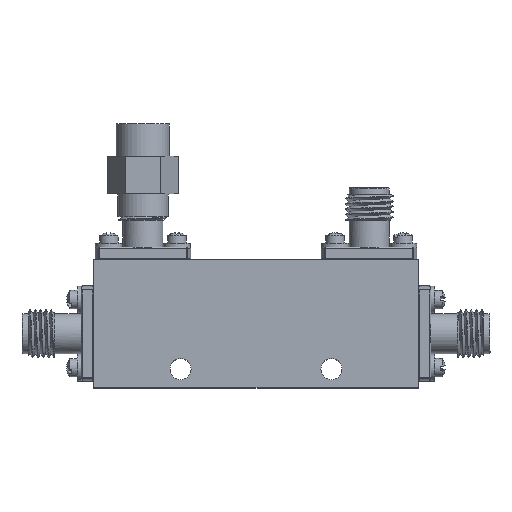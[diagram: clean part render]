
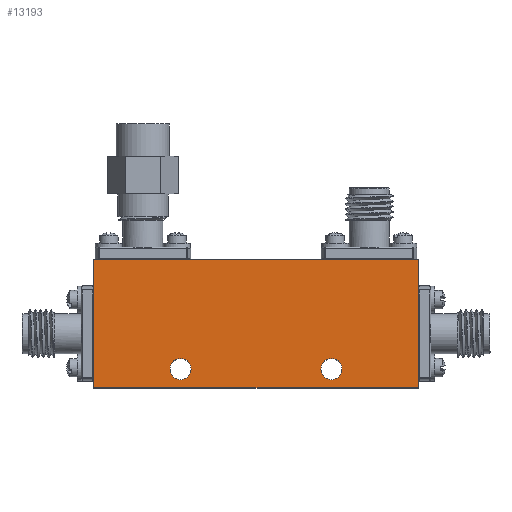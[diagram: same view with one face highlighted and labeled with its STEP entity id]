
A CAD part, top view. The second image highlights one B-rep face of the part: STEP entity #13193.
In plain terms, the highlighted planar face has unit normal (0, 0, 1).
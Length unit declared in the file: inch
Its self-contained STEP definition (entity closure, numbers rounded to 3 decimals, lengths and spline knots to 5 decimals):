
#1662 = DIRECTION ( 'NONE',  ( 0., 1., 0. ) ) ;
#2814 = DIRECTION ( 'NONE',  ( 1., 0., 0. ) ) ;
#2955 = CARTESIAN_POINT ( 'NONE',  ( 0., 0.66929, 0.43307 ) ) ;
#3145 = DIRECTION ( 'NONE',  ( -1., 0., 0. ) ) ;
#3616 = VERTEX_POINT ( 'NONE', #20804 ) ;
#4038 = VERTEX_POINT ( 'NONE', #13151 ) ;
#4523 = EDGE_CURVE ( 'NONE', #14600, #14600, #14482, .T. ) ;
#4623 = VERTEX_POINT ( 'NONE', #11128 ) ;
#4708 = EDGE_CURVE ( 'NONE', #18916, #18916, #5326, .T. ) ;
#4950 = EDGE_CURVE ( 'NONE', #11301, #4623, #21020, .T. ) ;
#5326 = CIRCLE ( 'NONE', #8262, 0.05512 ) ;
#5521 = ORIENTED_EDGE ( 'NONE', *, *, #4523, .F. ) ;
#6028 = EDGE_LOOP ( 'NONE', ( #5521 ) ) ;
#6476 = DIRECTION ( 'NONE',  ( 0., 0., 1. ) ) ;
#6679 = EDGE_LOOP ( 'NONE', ( #7443, #10044, #14045, #21531 ) ) ;
#6815 = CARTESIAN_POINT ( 'NONE',  ( 0.50787, 0.09843, 0.43307 ) ) ;
#7202 = CARTESIAN_POINT ( 'NONE',  ( 1.29528, 0.09843, 0.43307 ) ) ;
#7443 = ORIENTED_EDGE ( 'NONE', *, *, #20849, .F. ) ;
#7621 = PLANE ( 'NONE',  #17968 ) ;
#8262 = AXIS2_PLACEMENT_3D ( 'NONE', #21852, #17904, #25772 ) ;
#8572 = CARTESIAN_POINT ( 'NONE',  ( 1.69291, 0., 0.43307 ) ) ;
#8921 = CARTESIAN_POINT ( 'NONE',  ( 1.24016, 0.09843, 0.43307 ) ) ;
#9509 = AXIS2_PLACEMENT_3D ( 'NONE', #8921, #6476, #10512 ) ;
#10044 = ORIENTED_EDGE ( 'NONE', *, *, #15981, .T. ) ;
#10499 = VECTOR ( 'NONE', #12276, 39.37008 ) ;
#10512 = DIRECTION ( 'NONE',  ( 1., 0., 0. ) ) ;
#10639 = EDGE_LOOP ( 'NONE', ( #16394 ) ) ;
#10678 = LINE ( 'NONE', #2955, #20834 ) ;
#11128 = CARTESIAN_POINT ( 'NONE',  ( 1.69291, 0.66929, 0.43307 ) ) ;
#11301 = VERTEX_POINT ( 'NONE', #8572 ) ;
#12276 = DIRECTION ( 'NONE',  ( 1., 0., 0. ) ) ;
#13151 = CARTESIAN_POINT ( 'NONE',  ( 0., 0.66929, 0.43307 ) ) ;
#13193 = ADVANCED_FACE ( 'NONE', ( #17495, #17235, #25499 ), #7621, .F. ) ;
#14045 = ORIENTED_EDGE ( 'NONE', *, *, #4950, .T. ) ;
#14482 = CIRCLE ( 'NONE', #9509, 0.05512 ) ;
#14600 = VERTEX_POINT ( 'NONE', #7202 ) ;
#15010 = CARTESIAN_POINT ( 'NONE',  ( 0., 0., 0.43307 ) ) ;
#15300 = VECTOR ( 'NONE', #1662, 39.37008 ) ;
#15849 = CARTESIAN_POINT ( 'NONE',  ( 0., 0., 0.43307 ) ) ;
#15981 = EDGE_CURVE ( 'NONE', #3616, #11301, #24347, .T. ) ;
#16113 = DIRECTION ( 'NONE',  ( 0., 1., 0. ) ) ;
#16394 = ORIENTED_EDGE ( 'NONE', *, *, #4708, .F. ) ;
#17104 = DIRECTION ( 'NONE',  ( 0., 0., -1. ) ) ;
#17235 = FACE_BOUND ( 'NONE', #6028, .T. ) ;
#17495 = FACE_BOUND ( 'NONE', #10639, .T. ) ;
#17904 = DIRECTION ( 'NONE',  ( 0., 0., 1. ) ) ;
#17968 = AXIS2_PLACEMENT_3D ( 'NONE', #15010, #17104, #3145 ) ;
#18916 = VERTEX_POINT ( 'NONE', #6815 ) ;
#19575 = CARTESIAN_POINT ( 'NONE',  ( 1.69291, 0., 0.43307 ) ) ;
#20194 = LINE ( 'NONE', #15849, #23634 ) ;
#20804 = CARTESIAN_POINT ( 'NONE',  ( 0., 0., 0.43307 ) ) ;
#20834 = VECTOR ( 'NONE', #2814, 39.37008 ) ;
#20849 = EDGE_CURVE ( 'NONE', #3616, #4038, #20194, .T. ) ;
#21020 = LINE ( 'NONE', #19575, #15300 ) ;
#21531 = ORIENTED_EDGE ( 'NONE', *, *, #25292, .F. ) ;
#21852 = CARTESIAN_POINT ( 'NONE',  ( 0.45276, 0.09843, 0.43307 ) ) ;
#22500 = CARTESIAN_POINT ( 'NONE',  ( 0., 0., 0.43307 ) ) ;
#23634 = VECTOR ( 'NONE', #16113, 39.37008 ) ;
#24347 = LINE ( 'NONE', #22500, #10499 ) ;
#25292 = EDGE_CURVE ( 'NONE', #4038, #4623, #10678, .T. ) ;
#25499 = FACE_OUTER_BOUND ( 'NONE', #6679, .T. ) ;
#25772 = DIRECTION ( 'NONE',  ( 1., 0., 0. ) ) ;
